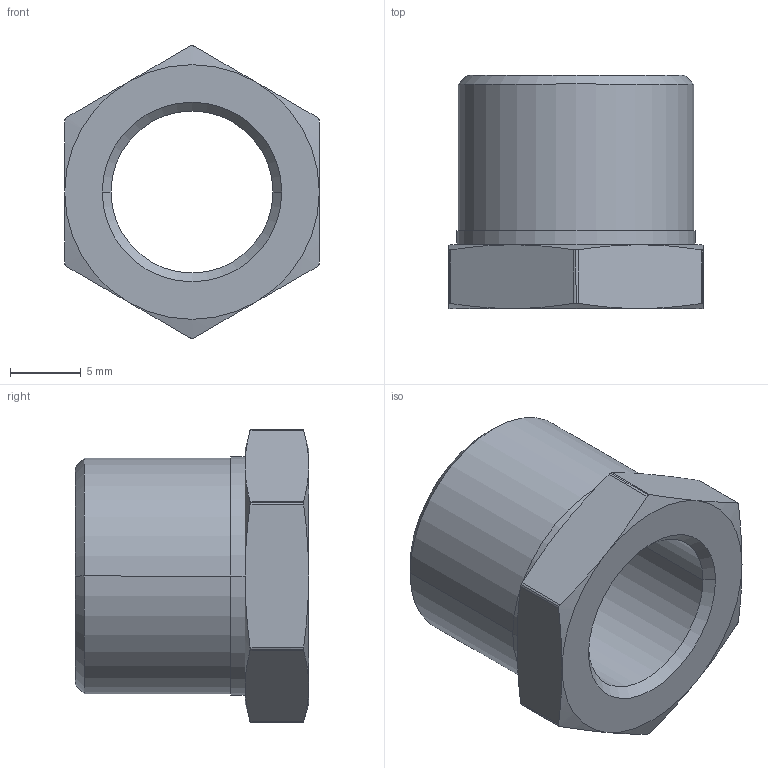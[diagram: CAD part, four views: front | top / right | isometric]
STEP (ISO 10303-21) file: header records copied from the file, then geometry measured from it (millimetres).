
FILE_DESCRIPTION (( 'STEP AP214' ), '1' );
FILE_NAME ('heco_RS-038-014-I.STEP', '2017-05-16T14:17:48', ( '' ), ( '' ), 'SwSTEP 2.0', 'SolidWorks 2016', '' );
FILE_SCHEMA (( 'AUTOMOTIVE_DESIGN' ));
Length unit declared in the file: millimetre
Products named in the file (1): heco_RS-038-014-I
Bounding box: 18 x 16.5 x 20.69 mm (x, y, z)
Volume: 1933.8 mm3; surface area: 1840.8 mm2
Topology: 1 solids, 1 shells, 243 faces, 622 edges, 408 vertices
Faces by surface type: bspline 104, plane 99, cylinder 20, cone 20
Entity records: 14997 total; most frequent: CARTESIAN_POINT 7834, ORIENTED_EDGE 1244, DIRECTION 682, EDGE_CURVE 622, VERTEX_POINT 408, VECTOR 330, LINE 330, EDGE_LOOP 272
